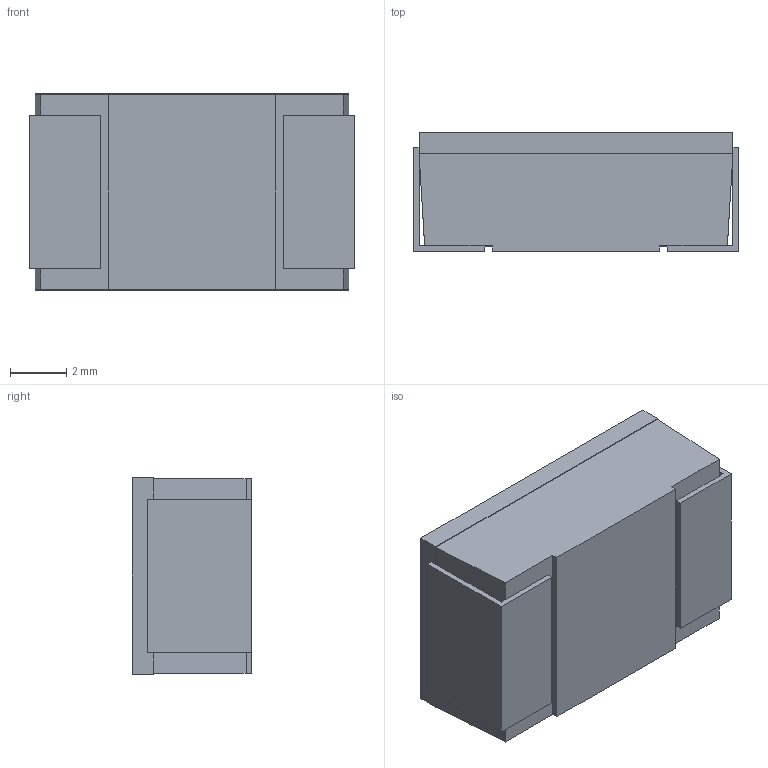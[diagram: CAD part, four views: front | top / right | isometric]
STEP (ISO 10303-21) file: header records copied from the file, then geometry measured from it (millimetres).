
FILE_DESCRIPTION (( 'STEP AP214' ), '1' );
FILE_NAME ('WSC0002.STEP', '2014-03-13T11:25:09', ( '' ), ( '' ), 'SwSTEP 2.0', 'SolidWorks 2012', '' );
FILE_SCHEMA (( 'AUTOMOTIVE_DESIGN' ));
Length unit declared in the file: millimetre
Products named in the file (1): WSC0002
Bounding box: 11.56 x 4.24 x 6.98 mm (x, y, z)
Volume: 329.8 mm3; surface area: 393 mm2
Topology: 1 solids, 1 shells, 32 faces, 90 edges, 56 vertices
Faces by surface type: plane 32
Entity records: 1392 total; most frequent: ORIENTED_EDGE 180, CARTESIAN_POINT 179, DIRECTION 156, LINE 90, VECTOR 90, EDGE_CURVE 90, VERTEX_POINT 56, UNCERTAINTY_MEASURE_WITH_UNIT 35
